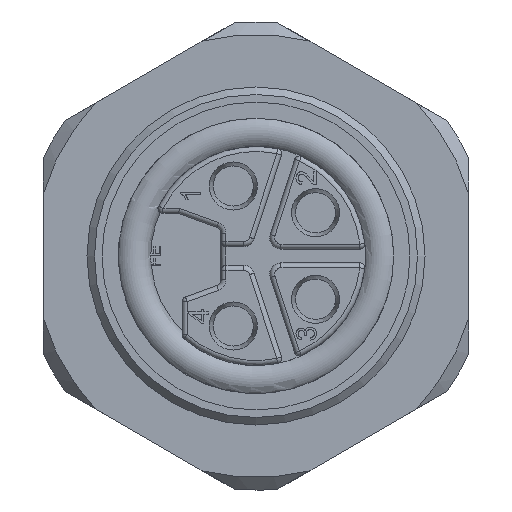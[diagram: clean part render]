
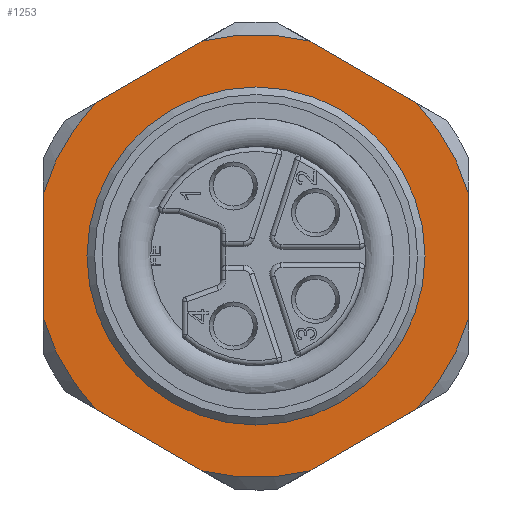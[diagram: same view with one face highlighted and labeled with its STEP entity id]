
A CAD part, front view. The second image highlights one B-rep face of the part: STEP entity #1253.
In plain terms, the highlighted planar face has unit normal (0, -1, 0).
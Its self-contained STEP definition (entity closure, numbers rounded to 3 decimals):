
#345=LINE('',#6723,#630);
#346=LINE('',#6724,#631);
#347=LINE('',#6725,#632);
#348=LINE('',#6726,#633);
#349=LINE('',#6727,#634);
#350=LINE('',#6731,#635);
#630=VECTOR('',#5096,1.);
#631=VECTOR('',#5097,1.);
#632=VECTOR('',#5098,1.);
#633=VECTOR('',#5099,1.);
#634=VECTOR('',#5100,1.);
#635=VECTOR('',#5103,1.);
#859=PLANE('',#4114);
#1253=ADVANCED_FACE('',(#1414,#1415),#859,.F.);
#1414=FACE_BOUND('',#1699,.T.);
#1415=FACE_BOUND('',#1700,.T.);
#1699=EDGE_LOOP('',(#2643,#2644,#2645,#2646,#2647,#2648,#2649,#2650,#2651,
#2652,#2653,#2654));
#1700=EDGE_LOOP('',(#2655));
#2643=ORIENTED_EDGE('',*,*,#3546,.F.);
#2644=ORIENTED_EDGE('',*,*,#3582,.T.);
#2645=ORIENTED_EDGE('',*,*,#3548,.F.);
#2646=ORIENTED_EDGE('',*,*,#3583,.T.);
#2647=ORIENTED_EDGE('',*,*,#3552,.F.);
#2648=ORIENTED_EDGE('',*,*,#3584,.T.);
#2649=ORIENTED_EDGE('',*,*,#3556,.F.);
#2650=ORIENTED_EDGE('',*,*,#3585,.T.);
#2651=ORIENTED_EDGE('',*,*,#3560,.F.);
#2652=ORIENTED_EDGE('',*,*,#3586,.T.);
#2653=ORIENTED_EDGE('',*,*,#3587,.F.);
#2654=ORIENTED_EDGE('',*,*,#3588,.T.);
#2655=ORIENTED_EDGE('',*,*,#3581,.T.);
#3047=VERTEX_POINT('',#6616);
#3048=VERTEX_POINT('',#6618);
#3049=VERTEX_POINT('',#6625);
#3050=VERTEX_POINT('',#6626);
#3053=VERTEX_POINT('',#6640);
#3054=VERTEX_POINT('',#6641);
#3057=VERTEX_POINT('',#6655);
#3058=VERTEX_POINT('',#6656);
#3061=VERTEX_POINT('',#6670);
#3062=VERTEX_POINT('',#6671);
#3078=VERTEX_POINT('',#6721);
#3079=VERTEX_POINT('',#6728);
#3080=VERTEX_POINT('',#6730);
#3546=EDGE_CURVE('',#3047,#3048,#3745,.T.);
#3548=EDGE_CURVE('',#3049,#3050,#3746,.T.);
#3552=EDGE_CURVE('',#3053,#3054,#3748,.T.);
#3556=EDGE_CURVE('',#3057,#3058,#3750,.T.);
#3560=EDGE_CURVE('',#3061,#3062,#3752,.T.);
#3581=EDGE_CURVE('',#3078,#3078,#3761,.T.);
#3582=EDGE_CURVE('',#3047,#3050,#345,.T.);
#3583=EDGE_CURVE('',#3049,#3054,#346,.T.);
#3584=EDGE_CURVE('',#3053,#3058,#347,.T.);
#3585=EDGE_CURVE('',#3057,#3062,#348,.T.);
#3586=EDGE_CURVE('',#3061,#3079,#349,.T.);
#3587=EDGE_CURVE('',#3080,#3079,#3762,.T.);
#3588=EDGE_CURVE('',#3080,#3048,#350,.T.);
#3745=CIRCLE('',#4084,8.85);
#3746=CIRCLE('',#4086,8.85);
#3748=CIRCLE('',#4089,8.85);
#3750=CIRCLE('',#4092,8.85);
#3752=CIRCLE('',#4095,8.85);
#3761=CIRCLE('',#4111,6.75);
#3762=CIRCLE('',#4113,8.85);
#4084=AXIS2_PLACEMENT_3D('',#6617,#5028,#5029);
#4086=AXIS2_PLACEMENT_3D('',#6624,#5032,#5033);
#4089=AXIS2_PLACEMENT_3D('',#6639,#5038,#5039);
#4092=AXIS2_PLACEMENT_3D('',#6654,#5044,#5045);
#4095=AXIS2_PLACEMENT_3D('',#6669,#5050,#5051);
#4111=AXIS2_PLACEMENT_3D('',#6720,#5092,#5093);
#4113=AXIS2_PLACEMENT_3D('',#6729,#5101,#5102);
#4114=AXIS2_PLACEMENT_3D('',#6732,#5104,#5105);
#5028=DIRECTION('',(0.,1.,0.));
#5029=DIRECTION('',(0.,0.,-1.));
#5032=DIRECTION('',(0.,1.,0.));
#5033=DIRECTION('',(0.,0.,-1.));
#5038=DIRECTION('',(0.,1.,0.));
#5039=DIRECTION('',(0.,0.,-1.));
#5044=DIRECTION('',(0.,1.,0.));
#5045=DIRECTION('',(0.,0.,-1.));
#5050=DIRECTION('',(0.,1.,0.));
#5051=DIRECTION('',(0.,0.,-1.));
#5092=DIRECTION('',(0.,1.,0.));
#5093=DIRECTION('',(0.,0.,-1.));
#5096=DIRECTION('',(-0.866,0.,0.5));
#5097=DIRECTION('',(-0.866,0.,-0.5));
#5098=DIRECTION('',(0.,0.,-1.));
#5099=DIRECTION('',(0.866,0.,-0.5));
#5100=DIRECTION('',(0.866,0.,0.5));
#5101=DIRECTION('',(0.,1.,0.));
#5102=DIRECTION('',(0.,0.,-1.));
#5103=DIRECTION('',(0.,0.,1.));
#5104=DIRECTION('',(0.,1.,0.));
#5105=DIRECTION('',(0.,0.,-1.));
#6616=CARTESIAN_POINT('',(25.009,-8.125,6.129));
#6617=CARTESIAN_POINT('',(18.625,-8.125,0.));
#6618=CARTESIAN_POINT('',(27.125,-8.125,2.464));
#6624=CARTESIAN_POINT('',(18.625,-8.125,0.));
#6625=CARTESIAN_POINT('',(16.509,-8.125,8.593));
#6626=CARTESIAN_POINT('',(20.741,-8.125,8.593));
#6639=CARTESIAN_POINT('',(18.625,-8.125,0.));
#6640=CARTESIAN_POINT('',(10.125,-8.125,2.464));
#6641=CARTESIAN_POINT('',(12.241,-8.125,6.129));
#6654=CARTESIAN_POINT('',(18.625,-8.125,0.));
#6655=CARTESIAN_POINT('',(12.241,-8.125,-6.129));
#6656=CARTESIAN_POINT('',(10.125,-8.125,-2.464));
#6669=CARTESIAN_POINT('',(18.625,-8.125,0.));
#6670=CARTESIAN_POINT('',(20.741,-8.125,-8.593));
#6671=CARTESIAN_POINT('',(16.509,-8.125,-8.593));
#6720=CARTESIAN_POINT('',(18.625,-8.125,0.));
#6721=CARTESIAN_POINT('',(18.625,-8.125,-6.75));
#6723=CARTESIAN_POINT('',(17.813,-8.125,10.284));
#6724=CARTESIAN_POINT('',(9.312,-8.125,4.438));
#6725=CARTESIAN_POINT('',(10.125,-8.125,0.));
#6726=CARTESIAN_POINT('',(9.312,-8.125,-4.438));
#6727=CARTESIAN_POINT('',(17.812,-8.125,-10.284));
#6728=CARTESIAN_POINT('',(25.009,-8.125,-6.129));
#6729=CARTESIAN_POINT('',(18.625,-8.125,0.));
#6730=CARTESIAN_POINT('',(27.125,-8.125,-2.464));
#6731=CARTESIAN_POINT('',(27.125,-8.125,0.));
#6732=CARTESIAN_POINT('',(11.875,-8.125,0.));
